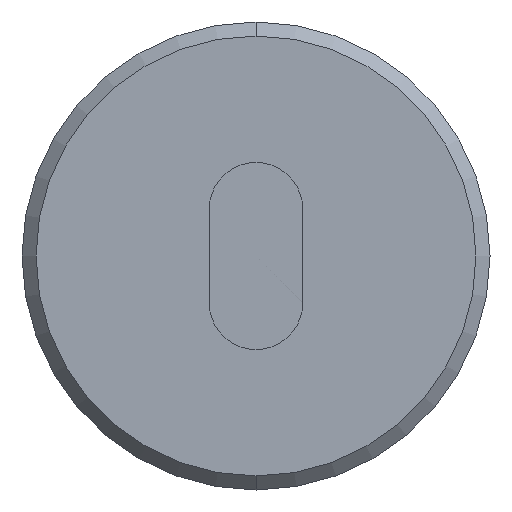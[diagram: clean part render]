
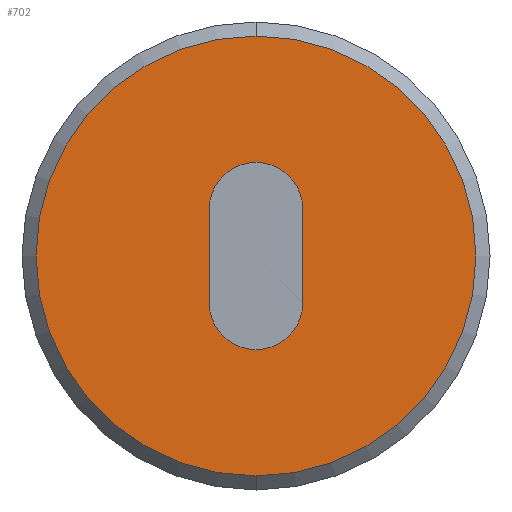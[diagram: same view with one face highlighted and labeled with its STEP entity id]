
A CAD part, front view. The second image highlights one B-rep face of the part: STEP entity #702.
In plain terms, the highlighted planar face has unit normal (0, -1, 0).
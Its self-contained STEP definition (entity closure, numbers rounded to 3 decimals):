
#19 = PLANE ( 'NONE',  #395 ) ;
#22 = EDGE_CURVE ( 'NONE', #1217, #326, #1293, .T. ) ;
#27 = DIRECTION ( 'NONE',  ( 0., 0., 1. ) ) ;
#29 = CARTESIAN_POINT ( 'NONE',  ( 0., 0., -4.7 ) ) ;
#46 = DIRECTION ( 'NONE',  ( 0., 0., 1. ) ) ;
#53 = CIRCLE ( 'NONE', #410, 4.7 ) ;
#69 = EDGE_LOOP ( 'NONE', ( #1149, #1176, #587, #644, #181 ) ) ;
#82 = AXIS2_PLACEMENT_3D ( 'NONE', #280, #400, #1174 ) ;
#96 = VERTEX_POINT ( 'NONE', #281 ) ;
#108 = AXIS2_PLACEMENT_3D ( 'NONE', #850, #1147, #46 ) ;
#122 = CARTESIAN_POINT ( 'NONE',  ( 0., 0., 0. ) ) ;
#135 = VECTOR ( 'NONE', #534, 1000. ) ;
#151 = ORIENTED_EDGE ( 'NONE', *, *, #827, .T. ) ;
#181 = ORIENTED_EDGE ( 'NONE', *, *, #22, .F. ) ;
#199 = CARTESIAN_POINT ( 'NONE',  ( 0., 0., -1. ) ) ;
#218 = DIRECTION ( 'NONE',  ( 0., 0., 1. ) ) ;
#274 = CIRCLE ( 'NONE', #82, 1. ) ;
#280 = CARTESIAN_POINT ( 'NONE',  ( 0., 0., 1. ) ) ;
#281 = CARTESIAN_POINT ( 'NONE',  ( 1., 0., 1. ) ) ;
#300 = VERTEX_POINT ( 'NONE', #29 ) ;
#322 = DIRECTION ( 'NONE',  ( 0., -1., 0. ) ) ;
#326 = VERTEX_POINT ( 'NONE', #753 ) ;
#328 = AXIS2_PLACEMENT_3D ( 'NONE', #1009, #1119, #610 ) ;
#333 = EDGE_CURVE ( 'NONE', #962, #1217, #428, .T. ) ;
#335 = CARTESIAN_POINT ( 'NONE',  ( 1., 0., -1. ) ) ;
#346 = LINE ( 'NONE', #1160, #1273 ) ;
#395 = AXIS2_PLACEMENT_3D ( 'NONE', #709, #1116, #218 ) ;
#400 = DIRECTION ( 'NONE',  ( 0., -1., 0. ) ) ;
#410 = AXIS2_PLACEMENT_3D ( 'NONE', #122, #322, #515 ) ;
#428 = LINE ( 'NONE', #836, #135 ) ;
#450 = VERTEX_POINT ( 'NONE', #595 ) ;
#515 = DIRECTION ( 'NONE',  ( 0., 0., 1. ) ) ;
#534 = DIRECTION ( 'NONE',  ( 0., 0., -1. ) ) ;
#552 = CIRCLE ( 'NONE', #108, 4.7 ) ;
#587 = ORIENTED_EDGE ( 'NONE', *, *, #1290, .F. ) ;
#595 = CARTESIAN_POINT ( 'NONE',  ( 0., 0., 4.7 ) ) ;
#610 = DIRECTION ( 'NONE',  ( 0., 0., -1. ) ) ;
#644 = ORIENTED_EDGE ( 'NONE', *, *, #914, .F. ) ;
#696 = EDGE_CURVE ( 'NONE', #300, #450, #53, .T. ) ;
#702 = ADVANCED_FACE ( 'NONE', ( #1210, #915 ), #19, .F. ) ;
#709 = CARTESIAN_POINT ( 'NONE',  ( 0., 0., 0. ) ) ;
#753 = CARTESIAN_POINT ( 'NONE',  ( 0., 0., -2. ) ) ;
#778 = VERTEX_POINT ( 'NONE', #335 ) ;
#827 = EDGE_CURVE ( 'NONE', #450, #300, #552, .T. ) ;
#836 = CARTESIAN_POINT ( 'NONE',  ( -1., 0., 1. ) ) ;
#850 = CARTESIAN_POINT ( 'NONE',  ( 0., 0., 0. ) ) ;
#887 = ORIENTED_EDGE ( 'NONE', *, *, #696, .T. ) ;
#914 = EDGE_CURVE ( 'NONE', #326, #778, #1003, .T. ) ;
#915 = FACE_BOUND ( 'NONE', #69, .T. ) ;
#949 = AXIS2_PLACEMENT_3D ( 'NONE', #199, #1183, #1197 ) ;
#951 = EDGE_LOOP ( 'NONE', ( #151, #887 ) ) ;
#962 = VERTEX_POINT ( 'NONE', #1077 ) ;
#1003 = CIRCLE ( 'NONE', #949, 1. ) ;
#1009 = CARTESIAN_POINT ( 'NONE',  ( 0., 0., -1. ) ) ;
#1077 = CARTESIAN_POINT ( 'NONE',  ( -1., 0., 1. ) ) ;
#1116 = DIRECTION ( 'NONE',  ( 0., 1., 0. ) ) ;
#1119 = DIRECTION ( 'NONE',  ( 0., -1., 0. ) ) ;
#1147 = DIRECTION ( 'NONE',  ( 0., -1., 0. ) ) ;
#1149 = ORIENTED_EDGE ( 'NONE', *, *, #333, .F. ) ;
#1160 = CARTESIAN_POINT ( 'NONE',  ( 1., 0., 1. ) ) ;
#1174 = DIRECTION ( 'NONE',  ( 0., 0., -1. ) ) ;
#1176 = ORIENTED_EDGE ( 'NONE', *, *, #1186, .F. ) ;
#1183 = DIRECTION ( 'NONE',  ( 0., -1., 0. ) ) ;
#1186 = EDGE_CURVE ( 'NONE', #96, #962, #274, .T. ) ;
#1197 = DIRECTION ( 'NONE',  ( 0., 0., -1. ) ) ;
#1210 = FACE_OUTER_BOUND ( 'NONE', #951, .T. ) ;
#1216 = CARTESIAN_POINT ( 'NONE',  ( -1., 0., -1. ) ) ;
#1217 = VERTEX_POINT ( 'NONE', #1216 ) ;
#1273 = VECTOR ( 'NONE', #27, 1000. ) ;
#1290 = EDGE_CURVE ( 'NONE', #778, #96, #346, .T. ) ;
#1293 = CIRCLE ( 'NONE', #328, 1. ) ;
